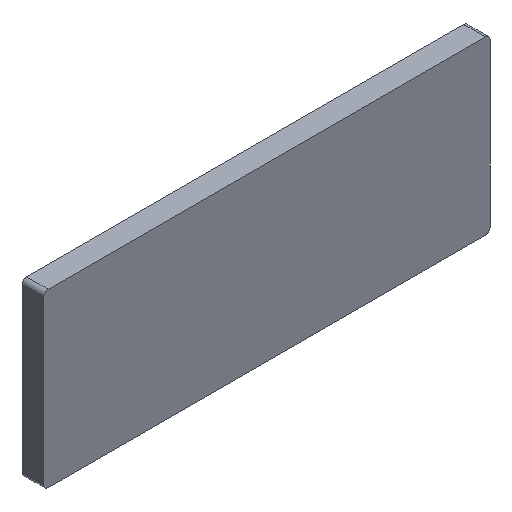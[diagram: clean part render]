
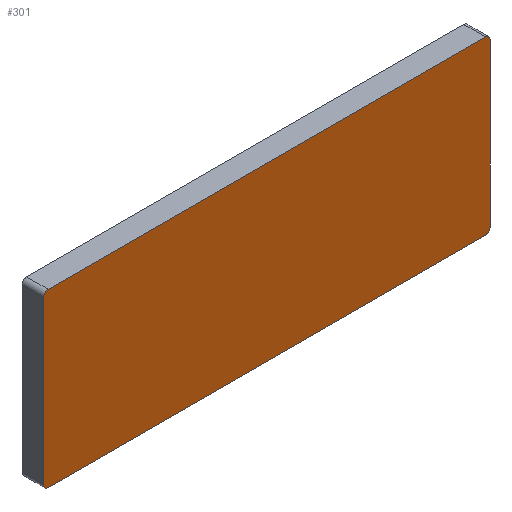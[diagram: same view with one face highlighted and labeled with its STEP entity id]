
A CAD part, isometric view. The second image highlights one B-rep face of the part: STEP entity #301.
In plain terms, the highlighted planar face has unit normal (0, -1, 0).
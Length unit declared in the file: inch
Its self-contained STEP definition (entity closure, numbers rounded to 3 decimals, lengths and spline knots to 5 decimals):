
#1 = DIRECTION ( 'NONE',  ( 0., 0., 1. ) ) ;
#10 = EDGE_CURVE ( 'NONE', #44, #68, #489, .T. ) ;
#22 = DIRECTION ( 'NONE',  ( 0., 0., 1. ) ) ;
#31 = FACE_OUTER_BOUND ( 'NONE', #503, .T. ) ;
#44 = VERTEX_POINT ( 'NONE', #216 ) ;
#45 = VECTOR ( 'NONE', #185, 39.37008 ) ;
#48 = CIRCLE ( 'NONE', #280, 0.1 ) ;
#59 = LINE ( 'NONE', #381, #45 ) ;
#68 = VERTEX_POINT ( 'NONE', #389 ) ;
#79 = EDGE_CURVE ( 'NONE', #291, #502, #358, .T. ) ;
#82 = LINE ( 'NONE', #215, #246 ) ;
#85 = VECTOR ( 'NONE', #522, 39.37008 ) ;
#90 = ORIENTED_EDGE ( 'NONE', *, *, #139, .T. ) ;
#92 = CARTESIAN_POINT ( 'NONE',  ( -4.775, 0., 1.775 ) ) ;
#95 = EDGE_CURVE ( 'NONE', #160, #397, #82, .T. ) ;
#111 = ORIENTED_EDGE ( 'NONE', *, *, #209, .T. ) ;
#116 = EDGE_CURVE ( 'NONE', #195, #502, #384, .T. ) ;
#117 = ORIENTED_EDGE ( 'NONE', *, *, #147, .T. ) ;
#120 = CIRCLE ( 'NONE', #336, 0.1 ) ;
#124 = DIRECTION ( 'NONE',  ( 0., -1., 0. ) ) ;
#132 = AXIS2_PLACEMENT_3D ( 'NONE', #506, #321, #486 ) ;
#137 = DIRECTION ( 'NONE',  ( -1., 0., 0. ) ) ;
#139 = EDGE_CURVE ( 'NONE', #195, #68, #294, .T. ) ;
#147 = EDGE_CURVE ( 'NONE', #44, #397, #48, .T. ) ;
#160 = VERTEX_POINT ( 'NONE', #412 ) ;
#165 = VERTEX_POINT ( 'NONE', #168 ) ;
#168 = CARTESIAN_POINT ( 'NONE',  ( -4.875, 0., 1.775 ) ) ;
#172 = AXIS2_PLACEMENT_3D ( 'NONE', #375, #124, #342 ) ;
#183 = AXIS2_PLACEMENT_3D ( 'NONE', #509, #295, #22 ) ;
#185 = DIRECTION ( 'NONE',  ( 0., 0., 1. ) ) ;
#195 = VERTEX_POINT ( 'NONE', #399 ) ;
#204 = DIRECTION ( 'NONE',  ( 1., 0., 0. ) ) ;
#208 = DIRECTION ( 'NONE',  ( 0., 0., 1. ) ) ;
#209 = EDGE_CURVE ( 'NONE', #160, #165, #120, .T. ) ;
#213 = ORIENTED_EDGE ( 'NONE', *, *, #10, .F. ) ;
#215 = CARTESIAN_POINT ( 'NONE',  ( 4.875, 0., 1.875 ) ) ;
#216 = CARTESIAN_POINT ( 'NONE',  ( 4.875, 0., 1.775 ) ) ;
#229 = CARTESIAN_POINT ( 'NONE',  ( 4.775, 0., 1.875 ) ) ;
#242 = DIRECTION ( 'NONE',  ( 0., -1., 0. ) ) ;
#246 = VECTOR ( 'NONE', #204, 39.37008 ) ;
#259 = EDGE_CURVE ( 'NONE', #291, #165, #59, .T. ) ;
#277 = ORIENTED_EDGE ( 'NONE', *, *, #259, .F. ) ;
#279 = ORIENTED_EDGE ( 'NONE', *, *, #79, .T. ) ;
#280 = AXIS2_PLACEMENT_3D ( 'NONE', #319, #382, #208 ) ;
#283 = ORIENTED_EDGE ( 'NONE', *, *, #116, .F. ) ;
#291 = VERTEX_POINT ( 'NONE', #338 ) ;
#293 = PLANE ( 'NONE',  #183 ) ;
#294 = CIRCLE ( 'NONE', #132, 0.1 ) ;
#295 = DIRECTION ( 'NONE',  ( 0., 1., 0. ) ) ;
#301 = ADVANCED_FACE ( 'NONE', ( #31 ), #293, .F. ) ;
#319 = CARTESIAN_POINT ( 'NONE',  ( 4.775, 0., 1.775 ) ) ;
#321 = DIRECTION ( 'NONE',  ( 0., -1., 0. ) ) ;
#336 = AXIS2_PLACEMENT_3D ( 'NONE', #92, #242, #1 ) ;
#338 = CARTESIAN_POINT ( 'NONE',  ( -4.875, 0., -1.775 ) ) ;
#342 = DIRECTION ( 'NONE',  ( 0., 0., 1. ) ) ;
#358 = CIRCLE ( 'NONE', #172, 0.1 ) ;
#360 = ORIENTED_EDGE ( 'NONE', *, *, #95, .F. ) ;
#375 = CARTESIAN_POINT ( 'NONE',  ( -4.775, 0., -1.775 ) ) ;
#381 = CARTESIAN_POINT ( 'NONE',  ( -4.875, 0., 1.875 ) ) ;
#382 = DIRECTION ( 'NONE',  ( 0., -1., 0. ) ) ;
#384 = LINE ( 'NONE', #478, #501 ) ;
#389 = CARTESIAN_POINT ( 'NONE',  ( 4.875, 0., -1.775 ) ) ;
#397 = VERTEX_POINT ( 'NONE', #229 ) ;
#399 = CARTESIAN_POINT ( 'NONE',  ( 4.775, 0., -1.875 ) ) ;
#412 = CARTESIAN_POINT ( 'NONE',  ( -4.775, 0., 1.875 ) ) ;
#435 = CARTESIAN_POINT ( 'NONE',  ( -4.775, 0., -1.875 ) ) ;
#472 = CARTESIAN_POINT ( 'NONE',  ( 4.875, 0., 1.875 ) ) ;
#478 = CARTESIAN_POINT ( 'NONE',  ( 4.875, 0., -1.875 ) ) ;
#486 = DIRECTION ( 'NONE',  ( 0., 0., 1. ) ) ;
#489 = LINE ( 'NONE', #472, #85 ) ;
#501 = VECTOR ( 'NONE', #137, 39.37008 ) ;
#502 = VERTEX_POINT ( 'NONE', #435 ) ;
#503 = EDGE_LOOP ( 'NONE', ( #277, #279, #283, #90, #213, #117, #360, #111 ) ) ;
#506 = CARTESIAN_POINT ( 'NONE',  ( 4.775, 0., -1.775 ) ) ;
#509 = CARTESIAN_POINT ( 'NONE',  ( 0., 0., 0. ) ) ;
#522 = DIRECTION ( 'NONE',  ( 0., 0., -1. ) ) ;
